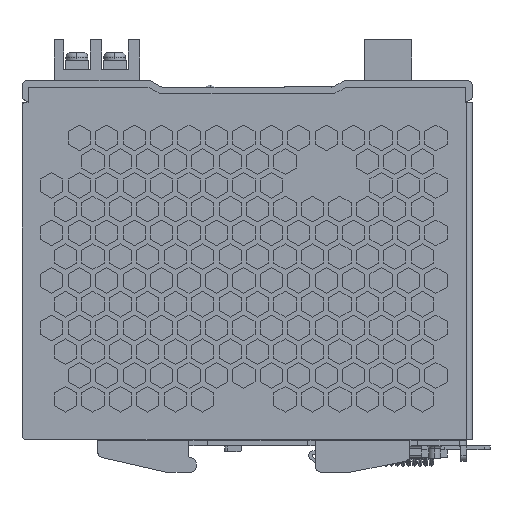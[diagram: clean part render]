
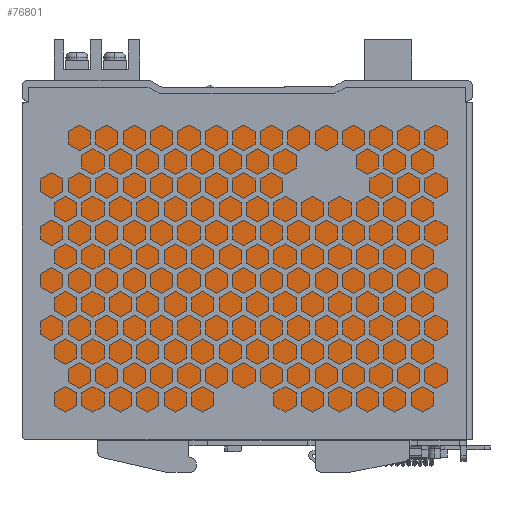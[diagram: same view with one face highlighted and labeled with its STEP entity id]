
A CAD part, left-side view. The second image highlights one B-rep face of the part: STEP entity #76801.
In plain terms, the highlighted planar face has unit normal (-1, 0, 0).
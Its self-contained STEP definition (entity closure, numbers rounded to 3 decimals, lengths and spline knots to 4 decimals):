
#76722 = EDGE_CURVE ( 'NONE', #76760, #76749, #131337, .T. ) ;
#76742 = VERTEX_POINT ( 'NONE', #131316 ) ;
#76749 = VERTEX_POINT ( 'NONE', #131425 ) ;
#76760 = VERTEX_POINT ( 'NONE', #131415 ) ;
#76770 = EDGE_CURVE ( 'NONE', #76742, #76804, #131391, .T. ) ;
#76785 = ORIENTED_EDGE ( 'NONE', *, *, #76722, .F. ) ;
#76788 = EDGE_LOOP ( 'NONE', ( #76785, #76799, #76884, #76885 ) ) ;
#76799 = ORIENTED_EDGE ( 'NONE', *, *, #76827, .F. ) ;
#76801 = ADVANCED_FACE ( 'NONE', ( #131495 ), #131468, .T. ) ;
#76804 = VERTEX_POINT ( 'NONE', #131482 ) ;
#76808 = EDGE_CURVE ( 'NONE', #76749, #76742, #131447, .T. ) ;
#76827 = EDGE_CURVE ( 'NONE', #76804, #76760, #131395, .T. ) ;
#76884 = ORIENTED_EDGE ( 'NONE', *, *, #76770, .F. ) ;
#76885 = ORIENTED_EDGE ( 'NONE', *, *, #76808, .F. ) ;
#131316 = CARTESIAN_POINT ( 'NONE',  ( -1.23, 2.1972, -0.2333 ) ) ;
#131334 = DIRECTION ( 'NONE',  ( 0., 1., 0. ) ) ;
#131335 = VECTOR ( 'NONE', #131334, 39.3701 ) ;
#131337 = LINE ( 'NONE', #131357, #131335 ) ;
#131357 = CARTESIAN_POINT ( 'NONE',  ( -1.23, 2.1972, -3.695 ) ) ;
#131388 = DIRECTION ( 'NONE',  ( 0., -1., 0. ) ) ;
#131389 = VECTOR ( 'NONE', #131388, 39.3701 ) ;
#131391 = LINE ( 'NONE', #131408, #131389 ) ;
#131395 = LINE ( 'NONE', #131543, #131541 ) ;
#131408 = CARTESIAN_POINT ( 'NONE',  ( -1.23, 2.1972, -0.2333 ) ) ;
#131415 = CARTESIAN_POINT ( 'NONE',  ( -1.23, -2.257, -3.695 ) ) ;
#131425 = CARTESIAN_POINT ( 'NONE',  ( -1.23, 2.1972, -3.695 ) ) ;
#131444 = DIRECTION ( 'NONE',  ( 0., 0., 1. ) ) ;
#131445 = VECTOR ( 'NONE', #131444, 39.3701 ) ;
#131447 = LINE ( 'NONE', #131471, #131445 ) ;
#131460 = DIRECTION ( 'NONE',  ( 0., 0., 1. ) ) ;
#131461 = DIRECTION ( 'NONE',  ( -1., 0., 0. ) ) ;
#131463 = CARTESIAN_POINT ( 'NONE',  ( -1.23, -2.257, -3.695 ) ) ;
#131464 = AXIS2_PLACEMENT_3D ( 'NONE', #131463, #131461, #131460 ) ;
#131468 = PLANE ( 'NONE',  #131464 ) ;
#131471 = CARTESIAN_POINT ( 'NONE',  ( -1.23, 2.1972, -3.695 ) ) ;
#131482 = CARTESIAN_POINT ( 'NONE',  ( -1.23, -2.257, -0.2333 ) ) ;
#131495 = FACE_OUTER_BOUND ( 'NONE', #76788, .T. ) ;
#131539 = DIRECTION ( 'NONE',  ( 0., 0., -1. ) ) ;
#131541 = VECTOR ( 'NONE', #131539, 39.3701 ) ;
#131543 = CARTESIAN_POINT ( 'NONE',  ( -1.23, -2.257, -3.695 ) ) ;
